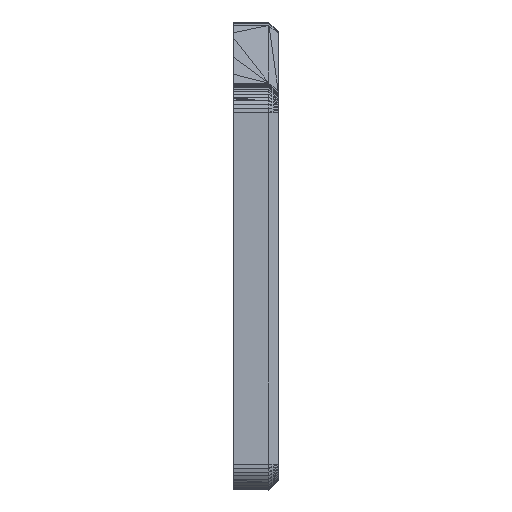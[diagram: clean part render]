
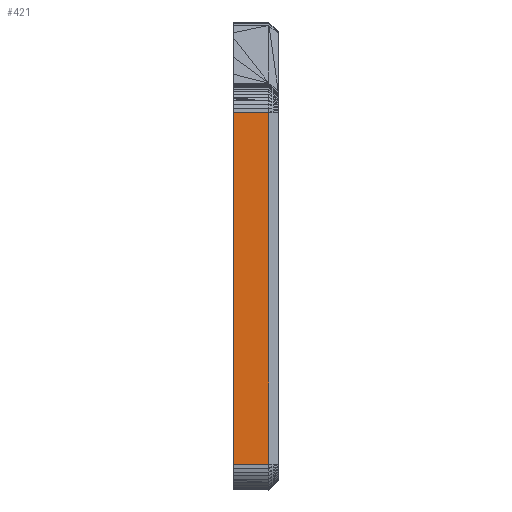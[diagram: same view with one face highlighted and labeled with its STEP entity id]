
A CAD part, left-side view. The second image highlights one B-rep face of the part: STEP entity #421.
In plain terms, the highlighted planar face has unit normal (-1, 0, 0).
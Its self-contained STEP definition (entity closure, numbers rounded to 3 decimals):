
#421=ADVANCED_FACE('',(#3564),#3566,.T.);
#3564=FACE_BOUND('',#3565,.T.);
#3565=EDGE_LOOP('',(#11428,#11429,#11430,#11431));
#3566=PLANE('',#3567);
#3567=AXIS2_PLACEMENT_3D('',#3568,#3569,#3570);
#3568=CARTESIAN_POINT('',(176.982,13.,102.344));
#3569=DIRECTION('',(-1.,0.,0.));
#3570=DIRECTION('',(0.,0.,-1.));
#11428=ORIENTED_EDGE('',*,*,#15325,.T.);
#11429=ORIENTED_EDGE('',*,*,#16258,.F.);
#11430=ORIENTED_EDGE('',*,*,#16259,.T.);
#11431=ORIENTED_EDGE('',*,*,#16260,.F.);
#15325=EDGE_CURVE('',#18437,#18435,#18438,.T.);
#16258=EDGE_CURVE('',#20047,#18435,#20049,.T.);
#16259=EDGE_CURVE('',#20047,#20050,#20051,.T.);
#16260=EDGE_CURVE('',#18437,#20050,#20052,.T.);
#18435=VERTEX_POINT('',#23413);
#18437=VERTEX_POINT('',#23417);
#18438=LINE('',#23418,#23419);
#20047=VERTEX_POINT('',#27022);
#20049=LINE('',#27026,#27027);
#20050=VERTEX_POINT('',#27029);
#20051=LINE('',#27030,#27031);
#20052=LINE('',#27033,#27034);
#23413=CARTESIAN_POINT('',(176.982,12.,7.));
#23417=CARTESIAN_POINT('',(176.982,12.,102.344));
#23418=CARTESIAN_POINT('',(176.982,12.,102.344));
#23419=VECTOR('',#23420,1.);
#23420=DIRECTION('',(0.,0.,-1.));
#27022=CARTESIAN_POINT('',(176.982,2.5,7.));
#27026=CARTESIAN_POINT('',(176.982,2.5,7.));
#27027=VECTOR('',#27028,1.);
#27028=DIRECTION('',(0.,1.,0.));
#27029=CARTESIAN_POINT('',(176.982,2.5,102.344));
#27030=CARTESIAN_POINT('',(176.982,2.5,7.));
#27031=VECTOR('',#27032,1.);
#27032=DIRECTION('',(0.,0.,1.));
#27033=CARTESIAN_POINT('',(176.982,12.,102.344));
#27034=VECTOR('',#27035,1.);
#27035=DIRECTION('',(0.,-1.,0.));
